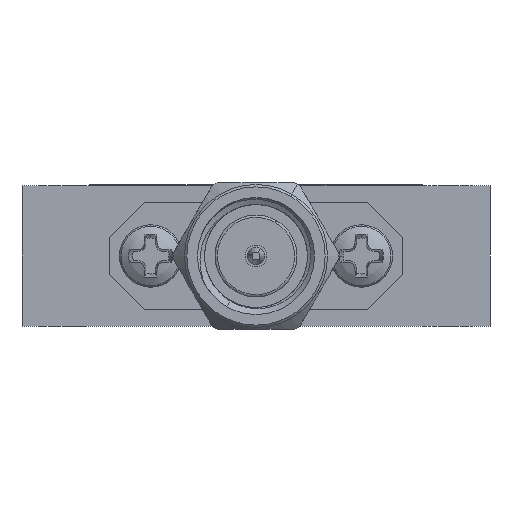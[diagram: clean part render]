
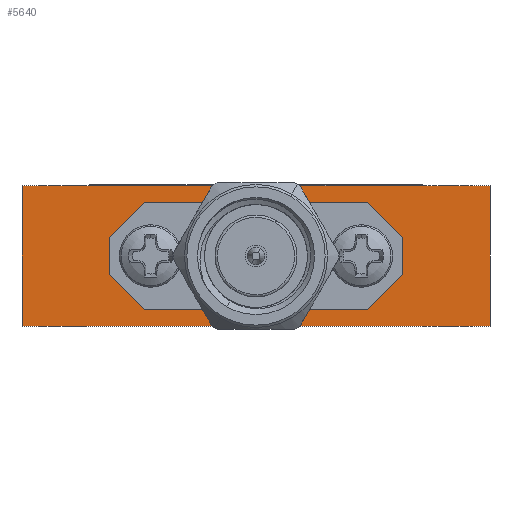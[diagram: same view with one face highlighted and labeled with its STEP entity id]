
A CAD part, left-side view. The second image highlights one B-rep face of the part: STEP entity #5640.
In plain terms, the highlighted planar face has unit normal (-1, 0, 0).
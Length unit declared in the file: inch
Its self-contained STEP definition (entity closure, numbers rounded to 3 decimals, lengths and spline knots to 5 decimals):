
#415 = LINE ( 'NONE', #6946, #36990 ) ;
#1026 = VERTEX_POINT ( 'NONE', #14315 ) ;
#1380 = CARTESIAN_POINT ( 'NONE',  ( -0.375, 0.3125, 0.115 ) ) ;
#1523 = VERTEX_POINT ( 'NONE', #18102 ) ;
#1611 = CARTESIAN_POINT ( 'NONE',  ( -0.375, 0.5, 0.14961 ) ) ;
#2264 = CARTESIAN_POINT ( 'NONE',  ( -0.375, -0.5, -0.14961 ) ) ;
#3667 = DIRECTION ( 'NONE',  ( 0., -0.707, 0.707 ) ) ;
#3723 = VERTEX_POINT ( 'NONE', #6306 ) ;
#4087 = VERTEX_POINT ( 'NONE', #4803 ) ;
#4387 = EDGE_LOOP ( 'NONE', ( #9332, #27158, #38942, #13305, #32264, #37774, #27351, #34259 ) ) ;
#4505 = VECTOR ( 'NONE', #16588, 39.37008 ) ;
#4803 = CARTESIAN_POINT ( 'NONE',  ( -0.375, -0.3125, -0.04 ) ) ;
#5367 = VECTOR ( 'NONE', #38393, 39.37008 ) ;
#5640 = ADVANCED_FACE ( 'NONE', ( #21430, #21638 ), #33865, .F. ) ;
#6132 = DIRECTION ( 'NONE',  ( 0., 0., 1. ) ) ;
#6306 = CARTESIAN_POINT ( 'NONE',  ( -0.375, -0.2375, 0.115 ) ) ;
#6946 = CARTESIAN_POINT ( 'NONE',  ( -0.375, 0.3125, 0.115 ) ) ;
#7334 = CARTESIAN_POINT ( 'NONE',  ( -0.375, -0.17625, 0.17625 ) ) ;
#7490 = DIRECTION ( 'NONE',  ( 0., -1., 0. ) ) ;
#8956 = VECTOR ( 'NONE', #20408, 39.37008 ) ;
#9332 = ORIENTED_EDGE ( 'NONE', *, *, #28237, .T. ) ;
#9621 = CARTESIAN_POINT ( 'NONE',  ( -0.375, 0.17625, -0.17625 ) ) ;
#10140 = CARTESIAN_POINT ( 'NONE',  ( -0.375, -0.5, -0.14961 ) ) ;
#10238 = VERTEX_POINT ( 'NONE', #1611 ) ;
#11111 = VECTOR ( 'NONE', #7490, 39.37008 ) ;
#11212 = EDGE_CURVE ( 'NONE', #1523, #38132, #26090, .T. ) ;
#11843 = DIRECTION ( 'NONE',  ( 0., 0., -1. ) ) ;
#12000 = EDGE_CURVE ( 'NONE', #40713, #29901, #23896, .T. ) ;
#12163 = DIRECTION ( 'NONE',  ( 0., 0., -1. ) ) ;
#12843 = DIRECTION ( 'NONE',  ( 0., 0.707, 0.707 ) ) ;
#13305 = ORIENTED_EDGE ( 'NONE', *, *, #27178, .F. ) ;
#13423 = EDGE_CURVE ( 'NONE', #10238, #40713, #30740, .T. ) ;
#13686 = EDGE_CURVE ( 'NONE', #34418, #3723, #20386, .T. ) ;
#14315 = CARTESIAN_POINT ( 'NONE',  ( -0.375, 0.3125, 0.04 ) ) ;
#15100 = DIRECTION ( 'NONE',  ( 0., 1., 0. ) ) ;
#15196 = LINE ( 'NONE', #37522, #23627 ) ;
#16095 = VECTOR ( 'NONE', #11843, 39.37008 ) ;
#16588 = DIRECTION ( 'NONE',  ( 0., -0.707, -0.707 ) ) ;
#16986 = EDGE_LOOP ( 'NONE', ( #33789, #19180, #26585, #39841 ) ) ;
#17561 = EDGE_CURVE ( 'NONE', #40038, #29901, #17585, .T. ) ;
#17585 = LINE ( 'NONE', #37368, #40244 ) ;
#17879 = CARTESIAN_POINT ( 'NONE',  ( -0.375, 0.3125, -0.115 ) ) ;
#18102 = CARTESIAN_POINT ( 'NONE',  ( -0.375, -0.2375, -0.115 ) ) ;
#19180 = ORIENTED_EDGE ( 'NONE', *, *, #17561, .F. ) ;
#19230 = CARTESIAN_POINT ( 'NONE',  ( -0.375, -0.3125, 0.04 ) ) ;
#20304 = DIRECTION ( 'NONE',  ( 0., -1., 0. ) ) ;
#20386 = LINE ( 'NONE', #1380, #11111 ) ;
#20408 = DIRECTION ( 'NONE',  ( 0., 1., 0. ) ) ;
#21154 = LINE ( 'NONE', #31246, #16095 ) ;
#21430 = FACE_OUTER_BOUND ( 'NONE', #16986, .T. ) ;
#21638 = FACE_BOUND ( 'NONE', #4387, .T. ) ;
#22455 = EDGE_CURVE ( 'NONE', #34418, #1026, #22799, .T. ) ;
#22799 = LINE ( 'NONE', #34818, #5367 ) ;
#22881 = CARTESIAN_POINT ( 'NONE',  ( -0.375, -0.17625, -0.17625 ) ) ;
#23386 = LINE ( 'NONE', #7334, #26992 ) ;
#23627 = VECTOR ( 'NONE', #30601, 39.37008 ) ;
#23692 = EDGE_CURVE ( 'NONE', #10238, #40038, #15196, .T. ) ;
#23896 = LINE ( 'NONE', #10140, #35914 ) ;
#23921 = VECTOR ( 'NONE', #12163, 39.37008 ) ;
#25003 = DIRECTION ( 'NONE',  ( 1., 0., 0. ) ) ;
#26090 = LINE ( 'NONE', #17879, #8956 ) ;
#26585 = ORIENTED_EDGE ( 'NONE', *, *, #23692, .F. ) ;
#26707 = CARTESIAN_POINT ( 'NONE',  ( -0.375, 0.2375, 0.115 ) ) ;
#26757 = EDGE_CURVE ( 'NONE', #32781, #3723, #23386, .T. ) ;
#26992 = VECTOR ( 'NONE', #12843, 39.37008 ) ;
#27158 = ORIENTED_EDGE ( 'NONE', *, *, #37590, .F. ) ;
#27178 = EDGE_CURVE ( 'NONE', #30214, #38132, #31987, .T. ) ;
#27351 = ORIENTED_EDGE ( 'NONE', *, *, #13686, .T. ) ;
#27793 = VECTOR ( 'NONE', #3667, 39.37008 ) ;
#27819 = AXIS2_PLACEMENT_3D ( 'NONE', #41016, #25003, #15100 ) ;
#28237 = EDGE_CURVE ( 'NONE', #32781, #4087, #21154, .T. ) ;
#29901 = VERTEX_POINT ( 'NONE', #2264 ) ;
#30214 = VERTEX_POINT ( 'NONE', #36594 ) ;
#30601 = DIRECTION ( 'NONE',  ( 0., -1., 0. ) ) ;
#30740 = LINE ( 'NONE', #34726, #23921 ) ;
#31246 = CARTESIAN_POINT ( 'NONE',  ( -0.375, -0.3125, 0.115 ) ) ;
#31987 = LINE ( 'NONE', #9621, #4505 ) ;
#32113 = CARTESIAN_POINT ( 'NONE',  ( -0.375, 0.5, -0.14961 ) ) ;
#32264 = ORIENTED_EDGE ( 'NONE', *, *, #39568, .T. ) ;
#32781 = VERTEX_POINT ( 'NONE', #19230 ) ;
#33789 = ORIENTED_EDGE ( 'NONE', *, *, #12000, .T. ) ;
#33799 = DIRECTION ( 'NONE',  ( 0., 0., -1. ) ) ;
#33865 = PLANE ( 'NONE',  #27819 ) ;
#34259 = ORIENTED_EDGE ( 'NONE', *, *, #26757, .F. ) ;
#34418 = VERTEX_POINT ( 'NONE', #26707 ) ;
#34726 = CARTESIAN_POINT ( 'NONE',  ( -0.375, 0.5, 0.14961 ) ) ;
#34818 = CARTESIAN_POINT ( 'NONE',  ( -0.375, 0.17625, 0.17625 ) ) ;
#35511 = LINE ( 'NONE', #22881, #27793 ) ;
#35914 = VECTOR ( 'NONE', #20304, 39.37008 ) ;
#36594 = CARTESIAN_POINT ( 'NONE',  ( -0.375, 0.3125, -0.04 ) ) ;
#36990 = VECTOR ( 'NONE', #6132, 39.37008 ) ;
#37299 = CARTESIAN_POINT ( 'NONE',  ( -0.375, -0.5, 0.14961 ) ) ;
#37368 = CARTESIAN_POINT ( 'NONE',  ( -0.375, -0.5, 0.14961 ) ) ;
#37522 = CARTESIAN_POINT ( 'NONE',  ( -0.375, -0.5, 0.14961 ) ) ;
#37590 = EDGE_CURVE ( 'NONE', #1523, #4087, #35511, .T. ) ;
#37774 = ORIENTED_EDGE ( 'NONE', *, *, #22455, .F. ) ;
#38125 = CARTESIAN_POINT ( 'NONE',  ( -0.375, 0.2375, -0.115 ) ) ;
#38132 = VERTEX_POINT ( 'NONE', #38125 ) ;
#38393 = DIRECTION ( 'NONE',  ( 0., 0.707, -0.707 ) ) ;
#38942 = ORIENTED_EDGE ( 'NONE', *, *, #11212, .T. ) ;
#39568 = EDGE_CURVE ( 'NONE', #30214, #1026, #415, .T. ) ;
#39841 = ORIENTED_EDGE ( 'NONE', *, *, #13423, .T. ) ;
#40038 = VERTEX_POINT ( 'NONE', #37299 ) ;
#40244 = VECTOR ( 'NONE', #33799, 39.37008 ) ;
#40713 = VERTEX_POINT ( 'NONE', #32113 ) ;
#41016 = CARTESIAN_POINT ( 'NONE',  ( -0.375, -0.5, 0.14961 ) ) ;
